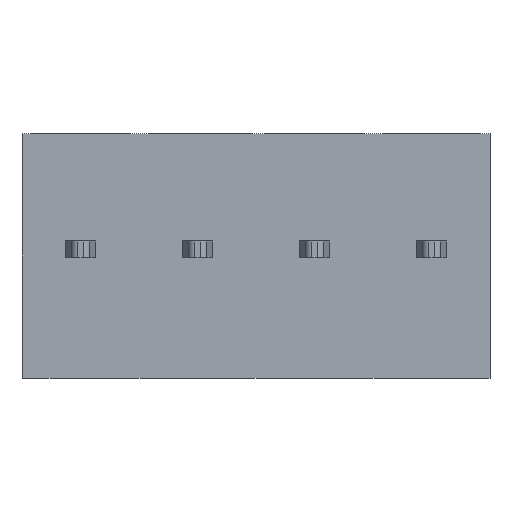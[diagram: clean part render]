
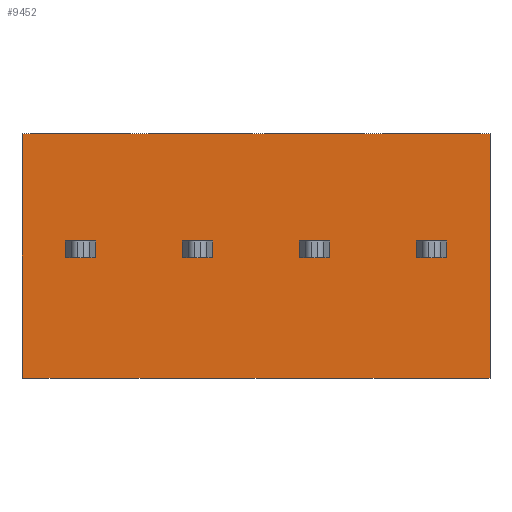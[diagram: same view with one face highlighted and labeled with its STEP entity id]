
A CAD part, front view. The second image highlights one B-rep face of the part: STEP entity #9452.
In plain terms, the highlighted planar face has unit normal (0, -1, 0).
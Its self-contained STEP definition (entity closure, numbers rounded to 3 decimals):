
#22=DIRECTION('',(0.,0.,-1.));
#23=VECTOR('',#22,7.3);
#24=CARTESIAN_POINT('',(-7.,-2.4,0.));
#25=LINE('',#24,#23);
#3102=DIRECTION('',(1.,0.,0.));
#3103=VECTOR('',#3102,14.);
#3104=CARTESIAN_POINT('',(-7.,-2.4,-7.3));
#3105=LINE('',#3104,#3103);
#3466=DIRECTION('',(1.,0.,0.));
#3467=VECTOR('',#3466,14.);
#3468=CARTESIAN_POINT('',(-7.,-2.4,0.));
#3469=LINE('',#3468,#3467);
#3473=DIRECTION('',(1.,0.,0.));
#3474=VECTOR('',#3473,0.9);
#3475=CARTESIAN_POINT('',(4.8,-2.4,-3.7));
#3476=LINE('',#3475,#3474);
#3480=DIRECTION('',(0.,0.,1.));
#3481=VECTOR('',#3480,0.5);
#3482=CARTESIAN_POINT('',(5.7,-2.4,-3.7));
#3483=LINE('',#3482,#3481);
#3487=DIRECTION('',(1.,0.,0.));
#3488=VECTOR('',#3487,0.9);
#3489=CARTESIAN_POINT('',(4.8,-2.4,-3.2));
#3490=LINE('',#3489,#3488);
#3494=DIRECTION('',(0.,0.,1.));
#3495=VECTOR('',#3494,0.5);
#3496=CARTESIAN_POINT('',(4.8,-2.4,-3.7));
#3497=LINE('',#3496,#3495);
#3501=DIRECTION('',(1.,0.,0.));
#3502=VECTOR('',#3501,0.9);
#3503=CARTESIAN_POINT('',(1.3,-2.4,-3.7));
#3504=LINE('',#3503,#3502);
#3508=DIRECTION('',(0.,0.,1.));
#3509=VECTOR('',#3508,0.5);
#3510=CARTESIAN_POINT('',(2.2,-2.4,-3.7));
#3511=LINE('',#3510,#3509);
#3515=DIRECTION('',(1.,0.,0.));
#3516=VECTOR('',#3515,0.9);
#3517=CARTESIAN_POINT('',(1.3,-2.4,-3.2));
#3518=LINE('',#3517,#3516);
#3522=DIRECTION('',(0.,0.,1.));
#3523=VECTOR('',#3522,0.5);
#3524=CARTESIAN_POINT('',(1.3,-2.4,-3.7));
#3525=LINE('',#3524,#3523);
#3529=DIRECTION('',(1.,0.,0.));
#3530=VECTOR('',#3529,0.9);
#3531=CARTESIAN_POINT('',(-2.2,-2.4,-3.7));
#3532=LINE('',#3531,#3530);
#3536=DIRECTION('',(0.,0.,1.));
#3537=VECTOR('',#3536,0.5);
#3538=CARTESIAN_POINT('',(-1.3,-2.4,-3.7));
#3539=LINE('',#3538,#3537);
#3543=DIRECTION('',(1.,0.,0.));
#3544=VECTOR('',#3543,0.9);
#3545=CARTESIAN_POINT('',(-2.2,-2.4,-3.2));
#3546=LINE('',#3545,#3544);
#3550=DIRECTION('',(0.,0.,1.));
#3551=VECTOR('',#3550,0.5);
#3552=CARTESIAN_POINT('',(-2.2,-2.4,-3.7));
#3553=LINE('',#3552,#3551);
#3557=DIRECTION('',(1.,0.,0.));
#3558=VECTOR('',#3557,0.9);
#3559=CARTESIAN_POINT('',(-5.7,-2.4,-3.7));
#3560=LINE('',#3559,#3558);
#3564=DIRECTION('',(0.,0.,1.));
#3565=VECTOR('',#3564,0.5);
#3566=CARTESIAN_POINT('',(-4.8,-2.4,-3.7));
#3567=LINE('',#3566,#3565);
#3571=DIRECTION('',(1.,0.,0.));
#3572=VECTOR('',#3571,0.9);
#3573=CARTESIAN_POINT('',(-5.7,-2.4,-3.2));
#3574=LINE('',#3573,#3572);
#3578=DIRECTION('',(0.,0.,1.));
#3579=VECTOR('',#3578,0.5);
#3580=CARTESIAN_POINT('',(-5.7,-2.4,-3.7));
#3581=LINE('',#3580,#3579);
#3643=DIRECTION('',(0.,0.,-1.));
#3644=VECTOR('',#3643,7.3);
#3645=CARTESIAN_POINT('',(7.,-2.4,0.));
#3646=LINE('',#3645,#3644);
#6067=CARTESIAN_POINT('',(-7.,-2.4,0.));
#6068=CARTESIAN_POINT('',(-7.,-2.4,-7.3));
#6069=VERTEX_POINT('',#6067);
#6070=VERTEX_POINT('',#6068);
#6087=CARTESIAN_POINT('',(7.,-2.4,0.));
#6088=CARTESIAN_POINT('',(7.,-2.4,-7.3));
#6089=VERTEX_POINT('',#6087);
#6090=VERTEX_POINT('',#6088);
#6123=CARTESIAN_POINT('',(4.8,-2.4,-3.7));
#6124=CARTESIAN_POINT('',(5.7,-2.4,-3.7));
#6125=VERTEX_POINT('',#6123);
#6126=VERTEX_POINT('',#6124);
#6127=CARTESIAN_POINT('',(4.8,-2.4,-3.2));
#6128=CARTESIAN_POINT('',(5.7,-2.4,-3.2));
#6129=VERTEX_POINT('',#6127);
#6130=VERTEX_POINT('',#6128);
#6341=CARTESIAN_POINT('',(2.2,-2.4,-3.7));
#6342=VERTEX_POINT('',#6341);
#6343=CARTESIAN_POINT('',(1.3,-2.4,-3.7));
#6344=VERTEX_POINT('',#6343);
#6345=CARTESIAN_POINT('',(2.2,-2.4,-3.2));
#6346=VERTEX_POINT('',#6345);
#6347=CARTESIAN_POINT('',(1.3,-2.4,-3.2));
#6348=VERTEX_POINT('',#6347);
#6473=CARTESIAN_POINT('',(-1.3,-2.4,-3.7));
#6474=VERTEX_POINT('',#6473);
#6475=CARTESIAN_POINT('',(-2.2,-2.4,-3.7));
#6476=VERTEX_POINT('',#6475);
#6477=CARTESIAN_POINT('',(-1.3,-2.4,-3.2));
#6478=VERTEX_POINT('',#6477);
#6479=CARTESIAN_POINT('',(-2.2,-2.4,-3.2));
#6480=VERTEX_POINT('',#6479);
#6755=CARTESIAN_POINT('',(-4.8,-2.4,-3.7));
#6756=VERTEX_POINT('',#6755);
#6757=CARTESIAN_POINT('',(-5.7,-2.4,-3.7));
#6758=VERTEX_POINT('',#6757);
#6759=CARTESIAN_POINT('',(-4.8,-2.4,-3.2));
#6760=VERTEX_POINT('',#6759);
#6761=CARTESIAN_POINT('',(-5.7,-2.4,-3.2));
#6762=VERTEX_POINT('',#6761);
#9400=CARTESIAN_POINT('',(-7.,-2.4,0.));
#9401=DIRECTION('',(0.,-1.,0.));
#9402=DIRECTION('',(0.,0.,-1.));
#9403=AXIS2_PLACEMENT_3D('',#9400,#9401,#9402);
#9404=PLANE('',#9403);
#9405=ORIENTED_EDGE('',*,*,#6945,.F.);
#9406=ORIENTED_EDGE('',*,*,#6976,.T.);
#9408=ORIENTED_EDGE('',*,*,#9407,.T.);
#9409=ORIENTED_EDGE('',*,*,#9001,.F.);
#9410=EDGE_LOOP('',(#9405,#9406,#9408,#9409));
#9411=FACE_OUTER_BOUND('',#9410,.F.);
#9413=ORIENTED_EDGE('',*,*,#9412,.T.);
#9415=ORIENTED_EDGE('',*,*,#9414,.T.);
#9417=ORIENTED_EDGE('',*,*,#9416,.F.);
#9419=ORIENTED_EDGE('',*,*,#9418,.F.);
#9420=EDGE_LOOP('',(#9413,#9415,#9417,#9419));
#9421=FACE_BOUND('',#9420,.F.);
#9423=ORIENTED_EDGE('',*,*,#9422,.T.);
#9425=ORIENTED_EDGE('',*,*,#9424,.T.);
#9427=ORIENTED_EDGE('',*,*,#9426,.F.);
#9429=ORIENTED_EDGE('',*,*,#9428,.F.);
#9430=EDGE_LOOP('',(#9423,#9425,#9427,#9429));
#9431=FACE_BOUND('',#9430,.F.);
#9433=ORIENTED_EDGE('',*,*,#9432,.T.);
#9435=ORIENTED_EDGE('',*,*,#9434,.T.);
#9437=ORIENTED_EDGE('',*,*,#9436,.F.);
#9439=ORIENTED_EDGE('',*,*,#9438,.F.);
#9440=EDGE_LOOP('',(#9433,#9435,#9437,#9439));
#9441=FACE_BOUND('',#9440,.F.);
#9443=ORIENTED_EDGE('',*,*,#9442,.T.);
#9445=ORIENTED_EDGE('',*,*,#9444,.T.);
#9447=ORIENTED_EDGE('',*,*,#9446,.F.);
#9449=ORIENTED_EDGE('',*,*,#9448,.F.);
#9450=EDGE_LOOP('',(#9443,#9445,#9447,#9449));
#9451=FACE_BOUND('',#9450,.F.);
#6945=EDGE_CURVE('',#6069,#6070,#25,.T.);
#6976=EDGE_CURVE('',#6069,#6089,#3469,.T.);
#9001=EDGE_CURVE('',#6070,#6090,#3105,.T.);
#9407=EDGE_CURVE('',#6089,#6090,#3646,.T.);
#9412=EDGE_CURVE('',#6125,#6126,#3476,.T.);
#9414=EDGE_CURVE('',#6126,#6130,#3483,.T.);
#9416=EDGE_CURVE('',#6129,#6130,#3490,.T.);
#9418=EDGE_CURVE('',#6125,#6129,#3497,.T.);
#9422=EDGE_CURVE('',#6344,#6342,#3504,.T.);
#9424=EDGE_CURVE('',#6342,#6346,#3511,.T.);
#9426=EDGE_CURVE('',#6348,#6346,#3518,.T.);
#9428=EDGE_CURVE('',#6344,#6348,#3525,.T.);
#9432=EDGE_CURVE('',#6476,#6474,#3532,.T.);
#9434=EDGE_CURVE('',#6474,#6478,#3539,.T.);
#9436=EDGE_CURVE('',#6480,#6478,#3546,.T.);
#9438=EDGE_CURVE('',#6476,#6480,#3553,.T.);
#9442=EDGE_CURVE('',#6758,#6756,#3560,.T.);
#9444=EDGE_CURVE('',#6756,#6760,#3567,.T.);
#9446=EDGE_CURVE('',#6762,#6760,#3574,.T.);
#9448=EDGE_CURVE('',#6758,#6762,#3581,.T.);
#9452=ADVANCED_FACE('',(#9411,#9421,#9431,#9441,#9451),#9404,.T.);
